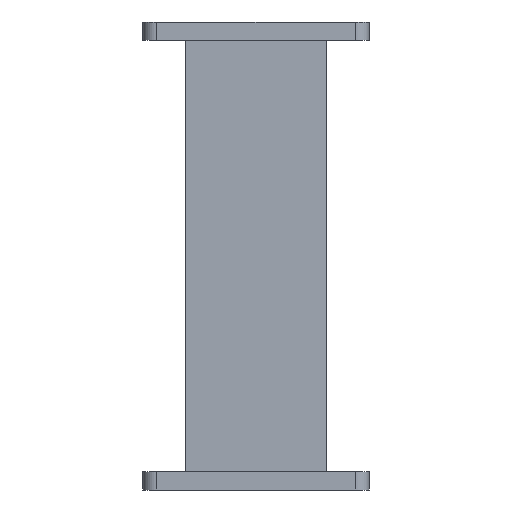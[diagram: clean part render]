
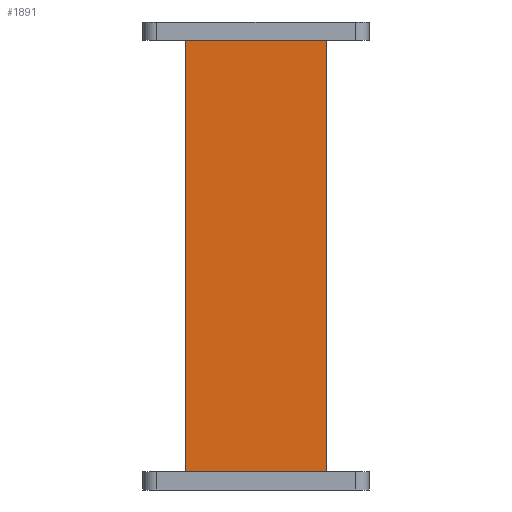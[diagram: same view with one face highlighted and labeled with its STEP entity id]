
A CAD part, front view. The second image highlights one B-rep face of the part: STEP entity #1891.
In plain terms, the highlighted planar face has unit normal (0, -1, 0).
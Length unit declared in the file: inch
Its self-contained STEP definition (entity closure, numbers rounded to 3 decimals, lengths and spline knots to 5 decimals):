
#38 = VECTOR ( 'NONE', #805, 39.37008 ) ;
#226 = VECTOR ( 'NONE', #435, 39.37008 ) ;
#251 = EDGE_CURVE ( 'NONE', #415, #1751, #1939, .T. ) ;
#415 = VERTEX_POINT ( 'NONE', #2268 ) ;
#420 = FACE_OUTER_BOUND ( 'NONE', #1030, .T. ) ;
#435 = DIRECTION ( 'NONE',  ( 1., 0., 0. ) ) ;
#541 = ORIENTED_EDGE ( 'NONE', *, *, #1035, .F. ) ;
#710 = CARTESIAN_POINT ( 'NONE',  ( -1.209, -0.6365, 3.68504 ) ) ;
#805 = DIRECTION ( 'NONE',  ( 0., 0., -1. ) ) ;
#842 = CARTESIAN_POINT ( 'NONE',  ( -1.209, -0.6365, 3.68504 ) ) ;
#844 = EDGE_CURVE ( 'NONE', #1751, #1732, #2343, .T. ) ;
#1030 = EDGE_LOOP ( 'NONE', ( #541, #2076, #1505, #2361 ) ) ;
#1035 = EDGE_CURVE ( 'NONE', #415, #1950, #2559, .T. ) ;
#1152 = DIRECTION ( 'NONE',  ( -1., 0., 0. ) ) ;
#1209 = PLANE ( 'NONE',  #1896 ) ;
#1447 = CARTESIAN_POINT ( 'NONE',  ( -1.209, -0.6365, -3.68504 ) ) ;
#1505 = ORIENTED_EDGE ( 'NONE', *, *, #844, .T. ) ;
#1732 = VERTEX_POINT ( 'NONE', #2858 ) ;
#1751 = VERTEX_POINT ( 'NONE', #842 ) ;
#1872 = CARTESIAN_POINT ( 'NONE',  ( 1.209, -0.6365, 4. ) ) ;
#1891 = ADVANCED_FACE ( 'NONE', ( #420 ), #1209, .F. ) ;
#1896 = AXIS2_PLACEMENT_3D ( 'NONE', #2136, #1922, #3139 ) ;
#1922 = DIRECTION ( 'NONE',  ( 0., 1., 0. ) ) ;
#1939 = LINE ( 'NONE', #710, #2383 ) ;
#1950 = VERTEX_POINT ( 'NONE', #1965 ) ;
#1965 = CARTESIAN_POINT ( 'NONE',  ( 1.209, -0.6365, -3.68504 ) ) ;
#2076 = ORIENTED_EDGE ( 'NONE', *, *, #251, .T. ) ;
#2136 = CARTESIAN_POINT ( 'NONE',  ( -1.209, -0.6365, 4. ) ) ;
#2268 = CARTESIAN_POINT ( 'NONE',  ( 1.209, -0.6365, 3.68504 ) ) ;
#2318 = DIRECTION ( 'NONE',  ( 0., 0., -1. ) ) ;
#2343 = LINE ( 'NONE', #3052, #38 ) ;
#2347 = EDGE_CURVE ( 'NONE', #1732, #1950, #2675, .T. ) ;
#2361 = ORIENTED_EDGE ( 'NONE', *, *, #2347, .T. ) ;
#2383 = VECTOR ( 'NONE', #1152, 39.37008 ) ;
#2559 = LINE ( 'NONE', #1872, #3127 ) ;
#2675 = LINE ( 'NONE', #1447, #226 ) ;
#2858 = CARTESIAN_POINT ( 'NONE',  ( -1.209, -0.6365, -3.68504 ) ) ;
#3052 = CARTESIAN_POINT ( 'NONE',  ( -1.209, -0.6365, 4. ) ) ;
#3127 = VECTOR ( 'NONE', #2318, 39.37008 ) ;
#3139 = DIRECTION ( 'NONE',  ( 1., 0., 0. ) ) ;
